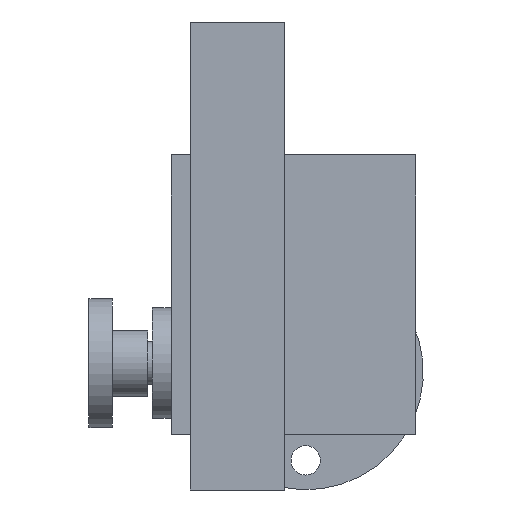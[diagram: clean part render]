
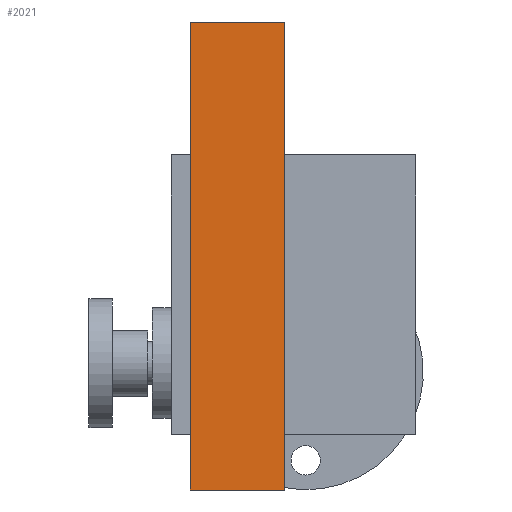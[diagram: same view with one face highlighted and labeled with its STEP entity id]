
A CAD part, left-side view. The second image highlights one B-rep face of the part: STEP entity #2021.
In plain terms, the highlighted planar face has unit normal (-1, 0, 0).
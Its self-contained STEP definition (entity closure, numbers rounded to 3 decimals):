
#313=FACE_OUTER_BOUND('',#444,.T.);
#444=EDGE_LOOP('',(#1779,#1780,#1781,#1782));
#601=LINE('',#3358,#782);
#628=LINE('',#3420,#809);
#629=LINE('',#3423,#810);
#630=LINE('',#3424,#811);
#782=VECTOR('',#2755,10.);
#809=VECTOR('',#2814,10.);
#810=VECTOR('',#2817,10.);
#811=VECTOR('',#2818,10.);
#993=VERTEX_POINT('',#3355);
#994=VERTEX_POINT('',#3357);
#1013=VERTEX_POINT('',#3418);
#1014=VERTEX_POINT('',#3422);
#1251=EDGE_CURVE('',#993,#994,#601,.F.);
#1284=EDGE_CURVE('',#993,#1013,#628,.F.);
#1285=EDGE_CURVE('',#1014,#1013,#629,.F.);
#1286=EDGE_CURVE('',#994,#1014,#630,.F.);
#1779=ORIENTED_EDGE('',*,*,#1285,.F.);
#1780=ORIENTED_EDGE('',*,*,#1286,.F.);
#1781=ORIENTED_EDGE('',*,*,#1251,.F.);
#1782=ORIENTED_EDGE('',*,*,#1284,.T.);
#1931=PLANE('',#2250);
#2021=ADVANCED_FACE('',(#313),#1931,.T.);
#2250=AXIS2_PLACEMENT_3D('',#3421,#2815,#2816);
#2755=DIRECTION('',(0.,0.,-1.));
#2814=DIRECTION('',(0.,1.,0.));
#2815=DIRECTION('center_axis',(-1.,0.,0.));
#2816=DIRECTION('ref_axis',(0.,0.,-1.));
#2817=DIRECTION('',(0.,0.,1.));
#2818=DIRECTION('',(0.,1.,0.));
#3355=CARTESIAN_POINT('',(-126.2,18.7,-25.231));
#3357=CARTESIAN_POINT('',(-126.2,18.7,14.569));
#3358=CARTESIAN_POINT('',(-126.2,18.7,2.994));
#3418=CARTESIAN_POINT('',(-126.2,10.7,-25.231));
#3420=CARTESIAN_POINT('',(-126.2,14.7,-25.231));
#3421=CARTESIAN_POINT('Origin',(-126.2,14.7,14.569));
#3422=CARTESIAN_POINT('',(-126.2,10.7,14.569));
#3423=CARTESIAN_POINT('',(-126.2,10.7,2.994));
#3424=CARTESIAN_POINT('',(-126.2,14.7,14.569));
